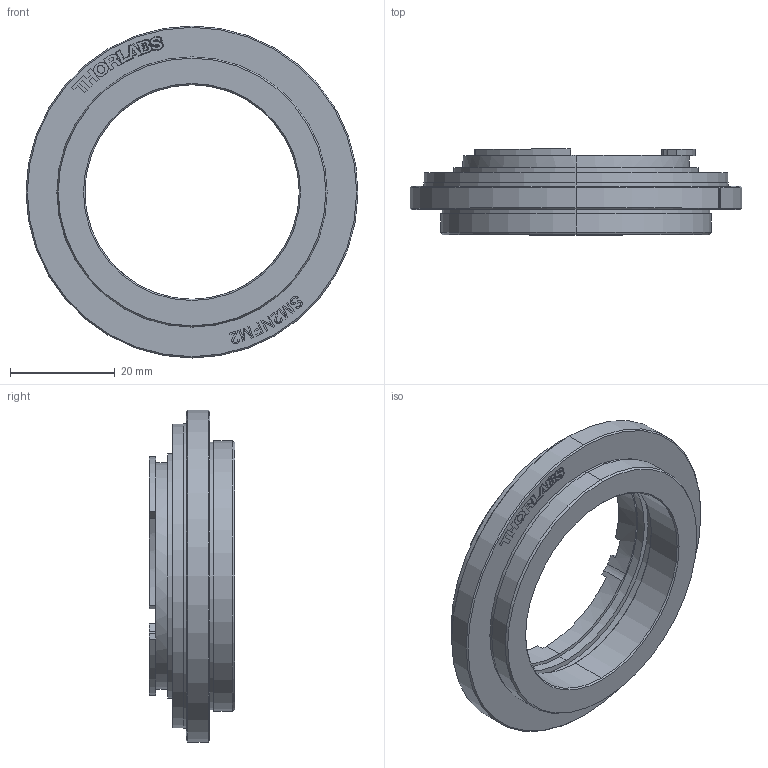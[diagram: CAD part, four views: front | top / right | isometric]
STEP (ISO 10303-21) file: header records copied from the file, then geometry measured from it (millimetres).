
FILE_DESCRIPTION (( 'STEP AP214' ), '1' );
FILE_NAME ('TTN028183-E0W.STEP', '2022-06-16T13:56:56', ( '' ), ( '' ), 'SwSTEP 2.0', 'SolidWorks 2018', '' );
FILE_SCHEMA (( 'AUTOMOTIVE_DESIGN' ));
Length unit declared in the file: inch
Products named in the file (1): TTN028183-E0W
Bounding box: 63.5 x 16.37 x 63.5 mm (x, y, z)
Volume: 15022.9 mm3; surface area: 12422.4 mm2
Topology: 6 solids, 6 shells, 579 faces, 1525 edges, 1000 vertices
Faces by surface type: plane 247, bspline 146, cylinder 120, cone 48, torus 18
Entity records: 29421 total; most frequent: CARTESIAN_POINT 8209, ORIENTED_EDGE 3034, DIRECTION 2437, EDGE_CURVE 1517, VERTEX_POINT 1000, AXIS2_PLACEMENT_3D 820, LINE 797, VECTOR 797
